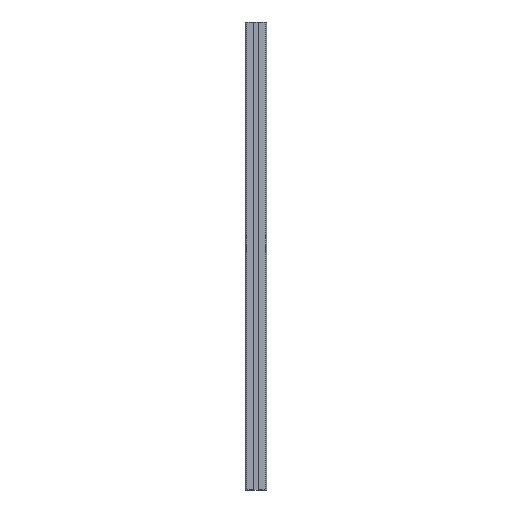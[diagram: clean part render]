
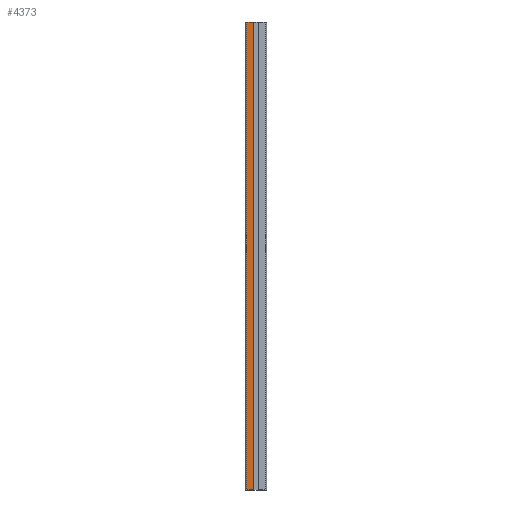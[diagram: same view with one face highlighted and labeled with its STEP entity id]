
A CAD part, left-side view. The second image highlights one B-rep face of the part: STEP entity #4373.
In plain terms, the highlighted face is planar.
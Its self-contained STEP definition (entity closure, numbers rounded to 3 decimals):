
#2209=ORIENTED_EDGE('',*,*,#3112,.T.);
#2210=ORIENTED_EDGE('',*,*,#3113,.F.);
#2211=ORIENTED_EDGE('',*,*,#3109,.F.);
#2212=ORIENTED_EDGE('',*,*,#3114,.T.);
#2593=VECTOR('',#3529,1.);
#2594=VECTOR('',#3536,1.);
#2595=VECTOR('',#3537,1.);
#2596=VECTOR('',#3538,1.);
#2781=LINE('',#3923,#2593);
#2782=LINE('',#3929,#2594);
#2783=LINE('',#3930,#2595);
#2784=LINE('',#3931,#2596);
#2949=VERTEX_POINT('',#3921);
#2950=VERTEX_POINT('',#3922);
#2951=VERTEX_POINT('',#3927);
#2952=VERTEX_POINT('',#3928);
#3109=EDGE_CURVE('',#2949,#2950,#2781,.T.);
#3112=EDGE_CURVE('',#2951,#2952,#2782,.T.);
#3113=EDGE_CURVE('',#2950,#2952,#2783,.T.);
#3114=EDGE_CURVE('',#2949,#2951,#2784,.T.);
#3269=EDGE_LOOP('',(#2209,#2210,#2211,#2212));
#3351=FACE_BOUND('',#3269,.T.);
#3529=DIRECTION('',(-1000.,0.,0.));
#3534=DIRECTION('',(0.,0.,-1.));
#3535=DIRECTION('',(0.,1.,0.));
#3536=DIRECTION('',(-1000.,0.,0.));
#3537=DIRECTION('',(0.,-14.4,0.));
#3538=DIRECTION('',(0.,-14.4,0.));
#3921=CARTESIAN_POINT('',(1000.,19.5,-22.5));
#3922=CARTESIAN_POINT('',(0.,19.5,-22.5));
#3923=CARTESIAN_POINT('',(1000.,19.5,-22.5));
#3926=CARTESIAN_POINT('',(1000.,5.1,-22.5));
#3927=CARTESIAN_POINT('',(1000.,5.1,-22.5));
#3928=CARTESIAN_POINT('',(0.,5.1,-22.5));
#3929=CARTESIAN_POINT('',(1000.,5.1,-22.5));
#3930=CARTESIAN_POINT('',(0.,19.5,-22.5));
#3931=CARTESIAN_POINT('',(1000.,19.5,-22.5));
#4224=AXIS2_PLACEMENT_3D('',#3926,#3534,#3535);
#4309=PLANE('',#4224);
#4373=ADVANCED_FACE('',(#3351),#4309,.T.);
